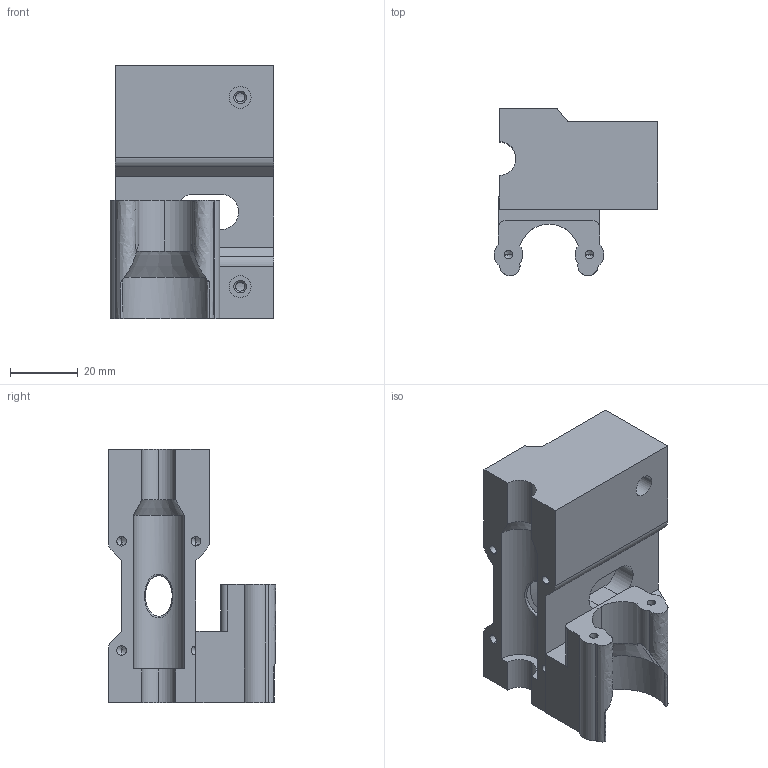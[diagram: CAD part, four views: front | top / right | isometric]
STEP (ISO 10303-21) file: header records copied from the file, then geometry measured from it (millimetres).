
FILE_DESCRIPTION (( 'STEP AP203' ), '1' );
FILE_NAME ('2Z bearing holder right body-body.STEP', '2018-02-28T04:53:02', ( '' ), ( '' ), 'SwSTEP 2.0', 'SolidWorks 2017', '' );
FILE_SCHEMA (( 'CONFIG_CONTROL_DESIGN' ));
Length unit declared in the file: millimetre
Products named in the file (1): 2Z bearing holder right body-body
Bounding box: 48.49 x 49.45 x 75 mm (x, y, z)
Volume: 76228.3 mm3; surface area: 22872.6 mm2
Topology: 1 solids, 1 shells, 130 faces, 352 edges, 224 vertices
Faces by surface type: cylinder 53, plane 42, cone 29, bspline 6
Entity records: 4824 total; most frequent: CARTESIAN_POINT 1496, ORIENTED_EDGE 682, DIRECTION 679, EDGE_CURVE 341, AXIS2_PLACEMENT_3D 249, VERTEX_POINT 224, LINE 181, VECTOR 181
